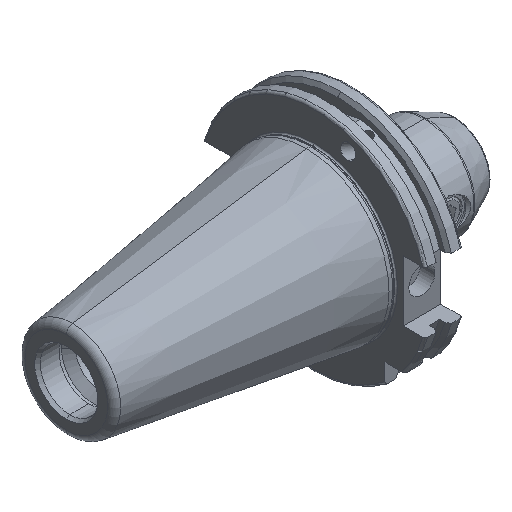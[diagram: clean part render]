
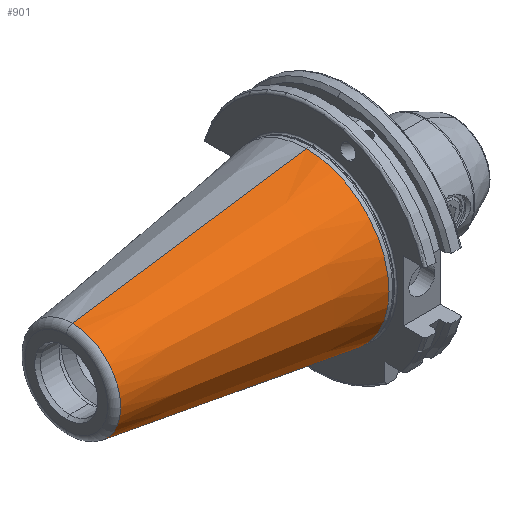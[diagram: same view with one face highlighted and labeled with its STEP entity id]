
A CAD part, isometric view. The second image highlights one B-rep face of the part: STEP entity #901.
In plain terms, the highlighted conical face has half-angle 8.297 degrees and reference radius 34.925 mm.
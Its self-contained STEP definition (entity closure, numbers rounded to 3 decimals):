
#897 = ORIENTED_EDGE ( 'NONE', *, *, #972, .F. ) ;
#900 = EDGE_LOOP ( 'NONE', ( #897, #1043, #974, #1044 ) ) ;
#901 = ADVANCED_FACE ( 'NONE', ( #2819 ), #2818, .T. ) ;
#972 = EDGE_CURVE ( 'NONE', #1048, #1046, #2963, .T. ) ;
#974 = ORIENTED_EDGE ( 'NONE', *, *, #994, .T. ) ;
#975 = EDGE_CURVE ( 'NONE', #1048, #987, #2958, .T. ) ;
#977 = EDGE_CURVE ( 'NONE', #1046, #992, #2954, .T. ) ;
#987 = VERTEX_POINT ( 'NONE', #2936 ) ;
#992 = VERTEX_POINT ( 'NONE', #2990 ) ;
#994 = EDGE_CURVE ( 'NONE', #987, #992, #2989, .T. ) ;
#1043 = ORIENTED_EDGE ( 'NONE', *, *, #975, .T. ) ;
#1044 = ORIENTED_EDGE ( 'NONE', *, *, #977, .F. ) ;
#1046 = VERTEX_POINT ( 'NONE', #3071 ) ;
#1048 = VERTEX_POINT ( 'NONE', #3069 ) ;
#2814 = DIRECTION ( 'NONE',  ( 0., 0., 1. ) ) ;
#2815 = DIRECTION ( 'NONE',  ( 1., 0., 0. ) ) ;
#2816 = AXIS2_PLACEMENT_3D ( 'NONE', #2817, #2815, #2814 ) ;
#2817 = CARTESIAN_POINT ( 'NONE',  ( 0., 0., 0. ) ) ;
#2818 = CONICAL_SURFACE ( 'NONE', #2816, 34.925, 0.145 ) ;
#2819 = FACE_OUTER_BOUND ( 'NONE', #900, .T. ) ;
#2936 = CARTESIAN_POINT ( 'NONE',  ( 0., 0., -34.925 ) ) ;
#2951 = DIRECTION ( 'NONE',  ( 0.99, 0., 0.144 ) ) ;
#2952 = VECTOR ( 'NONE', #2951, 1000. ) ;
#2953 = CARTESIAN_POINT ( 'NONE',  ( 0., 0., 34.925 ) ) ;
#2954 = LINE ( 'NONE', #2953, #2952 ) ;
#2955 = DIRECTION ( 'NONE',  ( 0.99, 0., -0.144 ) ) ;
#2956 = VECTOR ( 'NONE', #2955, 1000. ) ;
#2957 = CARTESIAN_POINT ( 'NONE',  ( 0., 0., -34.925 ) ) ;
#2958 = LINE ( 'NONE', #2957, #2956 ) ;
#2959 = DIRECTION ( 'NONE',  ( 0., 0., -1. ) ) ;
#2960 = DIRECTION ( 'NONE',  ( -1., 0., 0. ) ) ;
#2961 = CARTESIAN_POINT ( 'NONE',  ( -99.183, 0., 0. ) ) ;
#2962 = AXIS2_PLACEMENT_3D ( 'NONE', #2961, #2960, #2959 ) ;
#2963 = CIRCLE ( 'NONE', #2962, 20.461 ) ;
#2985 = DIRECTION ( 'NONE',  ( 0., 0., -1. ) ) ;
#2986 = DIRECTION ( 'NONE',  ( -1., 0., 0. ) ) ;
#2987 = CARTESIAN_POINT ( 'NONE',  ( 0., 0., 0. ) ) ;
#2988 = AXIS2_PLACEMENT_3D ( 'NONE', #2987, #2986, #2985 ) ;
#2989 = CIRCLE ( 'NONE', #2988, 34.925 ) ;
#2990 = CARTESIAN_POINT ( 'NONE',  ( 0., 0., 34.925 ) ) ;
#3069 = CARTESIAN_POINT ( 'NONE',  ( -99.183, 0., -20.461 ) ) ;
#3071 = CARTESIAN_POINT ( 'NONE',  ( -99.183, 0., 20.461 ) ) ;
